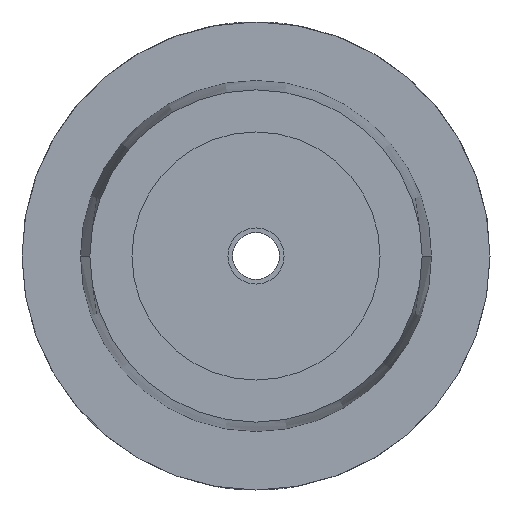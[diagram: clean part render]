
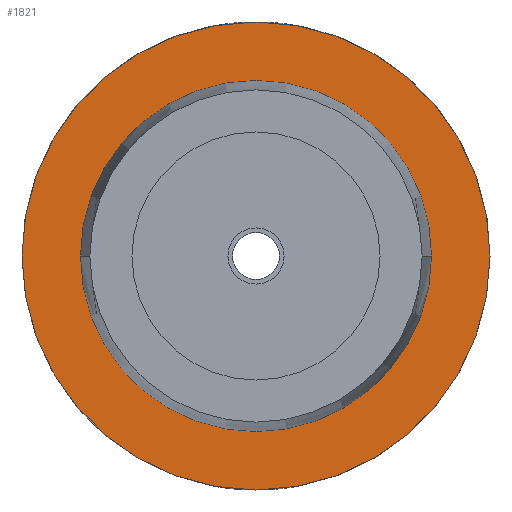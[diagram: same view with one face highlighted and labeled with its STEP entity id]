
A CAD part, left-side view. The second image highlights one B-rep face of the part: STEP entity #1821.
In plain terms, the highlighted planar face has unit normal (-1, 0, 0).
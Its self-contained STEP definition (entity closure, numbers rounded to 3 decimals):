
#403=CARTESIAN_POINT('',(0.,0.,0.));
#404=DIRECTION('',(1.,0.,0.));
#405=DIRECTION('',(0.,1.,0.));
#406=AXIS2_PLACEMENT_3D('',#403,#404,#405);
#425=CARTESIAN_POINT('',(0.,0.,0.));
#426=DIRECTION('',(-1.,0.,0.));
#427=DIRECTION('',(0.,1.,0.));
#428=AXIS2_PLACEMENT_3D('',#425,#426,#427);
#433=CARTESIAN_POINT('',(0.,0.,0.));
#434=DIRECTION('',(1.,0.,0.));
#435=DIRECTION('',(0.,1.,0.));
#436=AXIS2_PLACEMENT_3D('',#433,#434,#435);
#441=CARTESIAN_POINT('',(0.,0.,0.));
#442=DIRECTION('',(-1.,0.,0.));
#443=DIRECTION('',(0.,1.,0.));
#444=AXIS2_PLACEMENT_3D('',#441,#442,#443);
#1236=CARTESIAN_POINT('',(0.,50.,0.));
#1238=VERTEX_POINT('',#1236);
#1239=CARTESIAN_POINT('',(0.,37.507,0.));
#1241=VERTEX_POINT('',#1239);
#1244=CARTESIAN_POINT('',(0.,-50.,0.));
#1246=VERTEX_POINT('',#1244);
#1247=CARTESIAN_POINT('',(0.,-37.507,0.));
#1249=VERTEX_POINT('',#1247);
#1806=CARTESIAN_POINT('',(0.,0.,0.));
#1807=DIRECTION('',(1.,0.,0.));
#1808=DIRECTION('',(0.,-1.,0.));
#1809=AXIS2_PLACEMENT_3D('',#1806,#1807,#1808);
#1810=PLANE('',#1809);
#1812=ORIENTED_EDGE('',*,*,#1811,.T.);
#1814=ORIENTED_EDGE('',*,*,#1813,.F.);
#1815=EDGE_LOOP('',(#1812,#1814));
#1816=FACE_OUTER_BOUND('',#1815,.F.);
#1817=ORIENTED_EDGE('',*,*,#1801,.T.);
#1818=ORIENTED_EDGE('',*,*,#1785,.F.);
#1819=EDGE_LOOP('',(#1817,#1818));
#1820=FACE_BOUND('',#1819,.F.);
#407=CIRCLE('',#406,37.507);
#429=CIRCLE('',#428,37.507);
#437=CIRCLE('',#436,50.);
#445=CIRCLE('',#444,50.);
#1785=EDGE_CURVE('',#1241,#1249,#407,.T.);
#1801=EDGE_CURVE('',#1241,#1249,#429,.T.);
#1811=EDGE_CURVE('',#1238,#1246,#437,.T.);
#1813=EDGE_CURVE('',#1238,#1246,#445,.T.);
#1821=ADVANCED_FACE('',(#1816,#1820),#1810,.F.);
